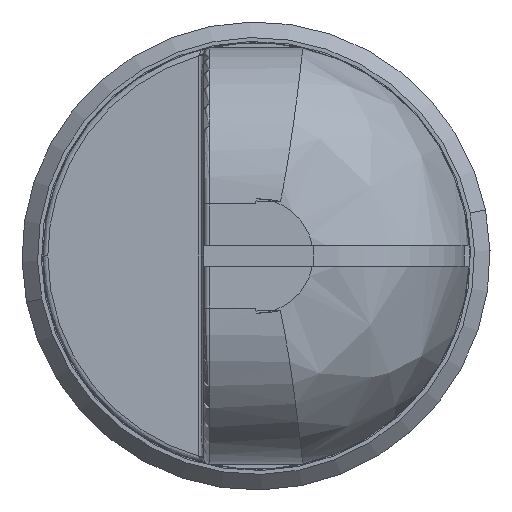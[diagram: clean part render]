
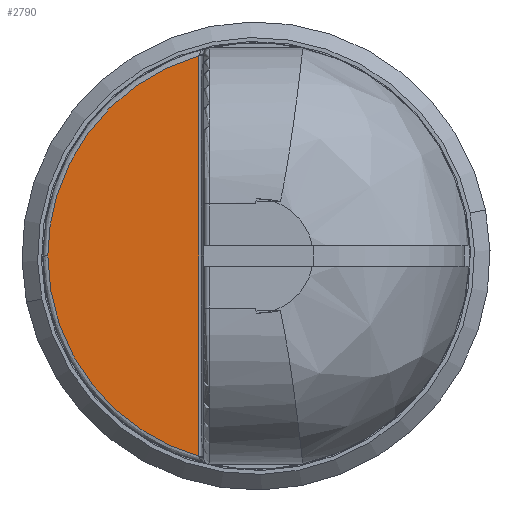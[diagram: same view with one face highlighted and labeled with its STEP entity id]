
A CAD part, left-side view. The second image highlights one B-rep face of the part: STEP entity #2790.
In plain terms, the highlighted planar face has unit normal (-1, 0.018, 0).
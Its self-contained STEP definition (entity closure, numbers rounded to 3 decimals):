
#158=CARTESIAN_POINT('',(0.105,8.003,0.));
#159=CARTESIAN_POINT('',(0.105,8.003,
-0.229));
#160=CARTESIAN_POINT('',(0.104,7.984,
-0.685));
#161=CARTESIAN_POINT('',(0.103,7.895,-1.37));
#162=CARTESIAN_POINT('',(0.1,7.748,-2.044));
#163=CARTESIAN_POINT('',(0.097,7.543,-2.704));
#164=CARTESIAN_POINT('',(0.092,7.282,-3.344));
#165=CARTESIAN_POINT('',(0.087,6.967,-3.959));
#166=CARTESIAN_POINT('',(0.08,6.6,-4.544));
#167=CARTESIAN_POINT('',(0.073,6.184,-5.096));
#168=CARTESIAN_POINT('',(0.065,5.721,-5.609));
#169=CARTESIAN_POINT('',(0.056,5.216,-6.081));
#170=CARTESIAN_POINT('',(0.047,4.673,-6.508));
#171=CARTESIAN_POINT('',(0.037,4.095,-6.886));
#172=CARTESIAN_POINT('',(0.026,3.485,-7.214));
#173=CARTESIAN_POINT('',(0.015,2.851,-7.487));
#174=CARTESIAN_POINT('',(0.007,2.417,-7.631));
#175=CARTESIAN_POINT('',(0.003,2.197,-7.694));
#208=CARTESIAN_POINT('',(0.003,2.197,-7.694));
#227=DIRECTION('',(0.,0.,-1.));
#228=VECTOR('',#227,15.387);
#229=CARTESIAN_POINT('',(0.003,2.197,7.694));
#230=LINE('',#229,#228);
#240=CARTESIAN_POINT('',(0.003,2.197,7.694));
#241=CARTESIAN_POINT('',(0.007,2.417,7.631));
#242=CARTESIAN_POINT('',(0.015,2.851,7.487));
#243=CARTESIAN_POINT('',(0.026,3.485,7.214));
#244=CARTESIAN_POINT('',(0.037,4.095,6.886));
#245=CARTESIAN_POINT('',(0.047,4.673,6.508));
#246=CARTESIAN_POINT('',(0.056,5.216,6.081));
#247=CARTESIAN_POINT('',(0.065,5.721,5.609));
#248=CARTESIAN_POINT('',(0.073,6.184,5.096));
#249=CARTESIAN_POINT('',(0.08,6.6,4.544));
#250=CARTESIAN_POINT('',(0.087,6.967,3.959));
#251=CARTESIAN_POINT('',(0.092,7.282,3.344));
#252=CARTESIAN_POINT('',(0.097,7.543,2.704));
#253=CARTESIAN_POINT('',(0.1,7.748,2.044));
#254=CARTESIAN_POINT('',(0.103,7.896,1.369));
#255=CARTESIAN_POINT('',(0.104,7.984,0.685));
#256=CARTESIAN_POINT('',(0.105,8.003,0.229));
#257=CARTESIAN_POINT('',(0.105,8.003,0.));
#1987=CARTESIAN_POINT('',(0.105,8.003,
0.));
#1989=VERTEX_POINT('',#1987);
#2027=VERTEX_POINT('',#208);
#2029=CARTESIAN_POINT('',(0.003,2.197,7.694));
#2030=VERTEX_POINT('',#2029);
#2779=CARTESIAN_POINT('',(0.,2.,9.84));
#2780=DIRECTION('',(1.,-0.017,0.));
#2781=DIRECTION('',(0.017,1.,0.));
#2782=AXIS2_PLACEMENT_3D('',#2779,#2780,#2781);
#2783=PLANE('',#2782);
#2784=ORIENTED_EDGE('',*,*,#2762,.T.);
#2785=ORIENTED_EDGE('',*,*,#2626,.F.);
#2787=ORIENTED_EDGE('',*,*,#2786,.F.);
#2788=EDGE_LOOP('',(#2784,#2785,#2787));
#2789=FACE_OUTER_BOUND('',#2788,.F.);
#2790=ADVANCED_FACE('',(#2789),#2783,.F.);
#176=B_SPLINE_CURVE_WITH_KNOTS('',3,(#158,#159,#160,#161,#162,#163,#164,#165,
#166,#167,#168,#169,#170,#171,#172,#173,#174,#175),.UNSPECIFIED.,.F.,.F.,(4,1,1,
1,1,1,1,1,1,1,1,1,1,1,1,4),(0.,0.067,0.133,0.2,
0.267,0.333,0.4,0.467,0.533,
0.6,0.667,0.733,0.8,0.867,
0.933,1.),.UNSPECIFIED.);
#258=B_SPLINE_CURVE_WITH_KNOTS('',3,(#240,#241,#242,#243,#244,#245,#246,#247,
#248,#249,#250,#251,#252,#253,#254,#255,#256,#257),.UNSPECIFIED.,.F.,.F.,(4,1,1,
1,1,1,1,1,1,1,1,1,1,1,1,4),(0.,0.067,0.133,0.2,
0.267,0.333,0.4,0.467,0.533,
0.6,0.667,0.733,0.8,0.867,
0.933,1.),.UNSPECIFIED.);
#2626=EDGE_CURVE('',#1989,#2027,#176,.T.);
#2762=EDGE_CURVE('',#2030,#2027,#230,.T.);
#2786=EDGE_CURVE('',#2030,#1989,#258,.T.);
